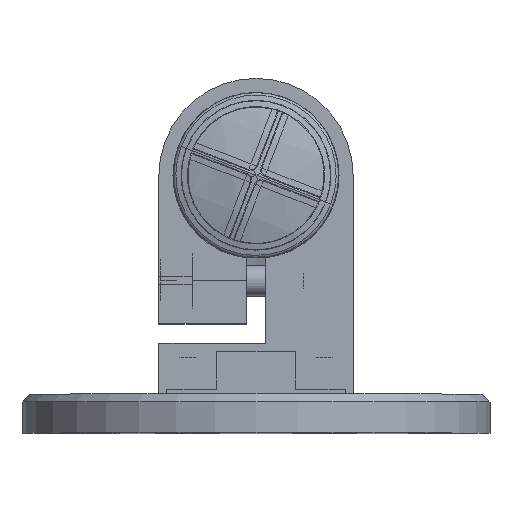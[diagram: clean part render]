
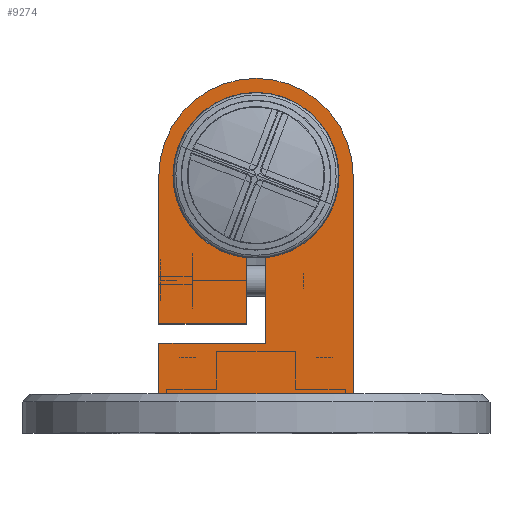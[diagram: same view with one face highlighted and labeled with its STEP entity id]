
A CAD part, top view. The second image highlights one B-rep face of the part: STEP entity #9274.
In plain terms, the highlighted face is planar.
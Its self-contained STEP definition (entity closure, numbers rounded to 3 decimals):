
#38 = LINE ( 'NONE', #3721, #15473 ) ;
#458 = CARTESIAN_POINT ( 'NONE',  ( -24.9, 0., -8. ) ) ;
#942 = CARTESIAN_POINT ( 'NONE',  ( -2.5, 0., -8. ) ) ;
#1344 = AXIS2_PLACEMENT_3D ( 'NONE', #8032, #18046, #6392 ) ;
#2491 = EDGE_CURVE ( 'NONE', #11210, #21666, #18320, .T. ) ;
#2770 = VERTEX_POINT ( 'NONE', #458 ) ;
#2828 = EDGE_CURVE ( 'NONE', #3492, #13077, #22012, .T. ) ;
#2940 = VECTOR ( 'NONE', #12457, 1000. ) ;
#2952 = AXIS2_PLACEMENT_3D ( 'NONE', #12452, #18385, #6604 ) ;
#3134 = CARTESIAN_POINT ( 'NONE',  ( 2.5, 21.153, -8. ) ) ;
#3492 = VERTEX_POINT ( 'NONE', #15238 ) ;
#3721 = CARTESIAN_POINT ( 'NONE',  ( -24.9, 0., -8. ) ) ;
#3792 = DIRECTION ( 'NONE',  ( 1., 0., 0. ) ) ;
#4463 = DIRECTION ( 'NONE',  ( 0., 0., 1. ) ) ;
#4565 = CIRCLE ( 'NONE', #11782, 24.9 ) ;
#4730 = LINE ( 'NONE', #12324, #2940 ) ;
#4796 = CARTESIAN_POINT ( 'NONE',  ( 2.5, 0., -8. ) ) ;
#4838 = ORIENTED_EDGE ( 'NONE', *, *, #9331, .T. ) ;
#5097 = VERTEX_POINT ( 'NONE', #16867 ) ;
#5233 = LINE ( 'NONE', #7512, #12677 ) ;
#5490 = EDGE_CURVE ( 'NONE', #21628, #2770, #23024, .T. ) ;
#5742 = DIRECTION ( 'NONE',  ( 0., 0., 1. ) ) ;
#5892 = DIRECTION ( 'NONE',  ( 1., 0., 0. ) ) ;
#6019 = DIRECTION ( 'NONE',  ( 0., -1., 0. ) ) ;
#6392 = DIRECTION ( 'NONE',  ( 1., 0., 0. ) ) ;
#6604 = DIRECTION ( 'NONE',  ( 1., 0., 0. ) ) ;
#7388 = CARTESIAN_POINT ( 'NONE',  ( -2.5, 21.153, -8. ) ) ;
#7397 = DIRECTION ( 'NONE',  ( 0., -1., 0. ) ) ;
#7416 = CARTESIAN_POINT ( 'NONE',  ( 24.9, 0., -8. ) ) ;
#7512 = CARTESIAN_POINT ( 'NONE',  ( 0., 38., -8. ) ) ;
#8032 = CARTESIAN_POINT ( 'NONE',  ( 0., 0., -8. ) ) ;
#8989 = ORIENTED_EDGE ( 'NONE', *, *, #2491, .T. ) ;
#9099 = EDGE_CURVE ( 'NONE', #5097, #3492, #38, .T. ) ;
#9183 = EDGE_CURVE ( 'NONE', #2770, #21167, #4565, .T. ) ;
#9274 = ADVANCED_FACE ( 'NONE', ( #17665 ), #14230, .F. ) ;
#9331 = EDGE_CURVE ( 'NONE', #21824, #23809, #12359, .T. ) ;
#9351 = DIRECTION ( 'NONE',  ( 0., 0., 1. ) ) ;
#9396 = ORIENTED_EDGE ( 'NONE', *, *, #23445, .T. ) ;
#9549 = EDGE_CURVE ( 'NONE', #21628, #21824, #5233, .T. ) ;
#9553 = CIRCLE ( 'NONE', #18445, 21.3 ) ;
#10095 = DIRECTION ( 'NONE',  ( 1., 0., 0. ) ) ;
#10262 = VECTOR ( 'NONE', #6019, 1000. ) ;
#10839 = EDGE_CURVE ( 'NONE', #5097, #23447, #4730, .T. ) ;
#11114 = VECTOR ( 'NONE', #12411, 1000. ) ;
#11149 = EDGE_CURVE ( 'NONE', #23447, #21167, #19634, .T. ) ;
#11210 = VERTEX_POINT ( 'NONE', #20249 ) ;
#11782 = AXIS2_PLACEMENT_3D ( 'NONE', #17149, #5742, #5892 ) ;
#12189 = DIRECTION ( 'NONE',  ( 1., 0., 0. ) ) ;
#12324 = CARTESIAN_POINT ( 'NONE',  ( 0., 56., -8. ) ) ;
#12359 = LINE ( 'NONE', #942, #17905 ) ;
#12411 = DIRECTION ( 'NONE',  ( 0., -1., 0. ) ) ;
#12452 = CARTESIAN_POINT ( 'NONE',  ( 0., 0., -8. ) ) ;
#12457 = DIRECTION ( 'NONE',  ( 1., 0., 0. ) ) ;
#12459 = ORIENTED_EDGE ( 'NONE', *, *, #2828, .F. ) ;
#12529 = ORIENTED_EDGE ( 'NONE', *, *, #9099, .F. ) ;
#12647 = AXIS2_PLACEMENT_3D ( 'NONE', #17654, #4463, #12189 ) ;
#12677 = VECTOR ( 'NONE', #20670, 1000. ) ;
#13077 = VERTEX_POINT ( 'NONE', #20471 ) ;
#14230 = PLANE ( 'NONE',  #1344 ) ;
#14791 = EDGE_CURVE ( 'NONE', #23809, #11210, #21122, .T. ) ;
#15119 = CARTESIAN_POINT ( 'NONE',  ( -24.9, 38., -8. ) ) ;
#15238 = CARTESIAN_POINT ( 'NONE',  ( -24.9, 43., -8. ) ) ;
#15473 = VECTOR ( 'NONE', #7397, 1000. ) ;
#15812 = CARTESIAN_POINT ( 'NONE',  ( 24.9, 0., -8. ) ) ;
#16852 = CARTESIAN_POINT ( 'NONE',  ( 24.9, 56., -8. ) ) ;
#16867 = CARTESIAN_POINT ( 'NONE',  ( -24.9, 56., -8. ) ) ;
#17149 = CARTESIAN_POINT ( 'NONE',  ( 0., 0., -8. ) ) ;
#17486 = VERTEX_POINT ( 'NONE', #3134 ) ;
#17654 = CARTESIAN_POINT ( 'NONE',  ( 0., 0., -8. ) ) ;
#17665 = FACE_OUTER_BOUND ( 'NONE', #20950, .T. ) ;
#17905 = VECTOR ( 'NONE', #18423, 1000. ) ;
#18046 = DIRECTION ( 'NONE',  ( 0., 0., 1. ) ) ;
#18320 = CIRCLE ( 'NONE', #2952, 21.3 ) ;
#18385 = DIRECTION ( 'NONE',  ( 0., 0., 1. ) ) ;
#18423 = DIRECTION ( 'NONE',  ( 0., -1., 0. ) ) ;
#18445 = AXIS2_PLACEMENT_3D ( 'NONE', #24478, #9351, #3792 ) ;
#18659 = CARTESIAN_POINT ( 'NONE',  ( 21.3, 0., -8. ) ) ;
#18936 = ORIENTED_EDGE ( 'NONE', *, *, #9183, .F. ) ;
#19634 = LINE ( 'NONE', #15812, #22398 ) ;
#19975 = CARTESIAN_POINT ( 'NONE',  ( 0., 43., -8. ) ) ;
#20249 = CARTESIAN_POINT ( 'NONE',  ( -21.3, 0., -8. ) ) ;
#20471 = CARTESIAN_POINT ( 'NONE',  ( 2.5, 43., -8. ) ) ;
#20670 = DIRECTION ( 'NONE',  ( 1., 0., 0. ) ) ;
#20950 = EDGE_LOOP ( 'NONE', ( #20994, #8989, #9396, #21326, #12459, #12529, #21826, #23827, #18936, #21433, #23335, #4838 ) ) ;
#20994 = ORIENTED_EDGE ( 'NONE', *, *, #14791, .T. ) ;
#21122 = CIRCLE ( 'NONE', #12647, 21.3 ) ;
#21167 = VERTEX_POINT ( 'NONE', #7416 ) ;
#21326 = ORIENTED_EDGE ( 'NONE', *, *, #22328, .F. ) ;
#21433 = ORIENTED_EDGE ( 'NONE', *, *, #5490, .F. ) ;
#21571 = CARTESIAN_POINT ( 'NONE',  ( -2.5, 38., -8. ) ) ;
#21628 = VERTEX_POINT ( 'NONE', #15119 ) ;
#21666 = VERTEX_POINT ( 'NONE', #18659 ) ;
#21824 = VERTEX_POINT ( 'NONE', #21571 ) ;
#21826 = ORIENTED_EDGE ( 'NONE', *, *, #10839, .T. ) ;
#22012 = LINE ( 'NONE', #19975, #23637 ) ;
#22328 = EDGE_CURVE ( 'NONE', #13077, #17486, #24211, .T. ) ;
#22398 = VECTOR ( 'NONE', #23201, 1000. ) ;
#23024 = LINE ( 'NONE', #24926, #10262 ) ;
#23201 = DIRECTION ( 'NONE',  ( 0., -1., 0. ) ) ;
#23335 = ORIENTED_EDGE ( 'NONE', *, *, #9549, .T. ) ;
#23445 = EDGE_CURVE ( 'NONE', #21666, #17486, #9553, .T. ) ;
#23447 = VERTEX_POINT ( 'NONE', #16852 ) ;
#23637 = VECTOR ( 'NONE', #10095, 1000. ) ;
#23809 = VERTEX_POINT ( 'NONE', #7388 ) ;
#23827 = ORIENTED_EDGE ( 'NONE', *, *, #11149, .T. ) ;
#24211 = LINE ( 'NONE', #4796, #11114 ) ;
#24478 = CARTESIAN_POINT ( 'NONE',  ( 0., 0., -8. ) ) ;
#24926 = CARTESIAN_POINT ( 'NONE',  ( -24.9, 0., -8. ) ) ;
